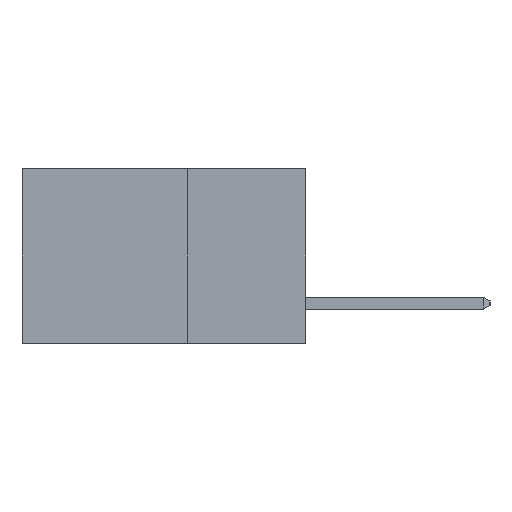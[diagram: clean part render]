
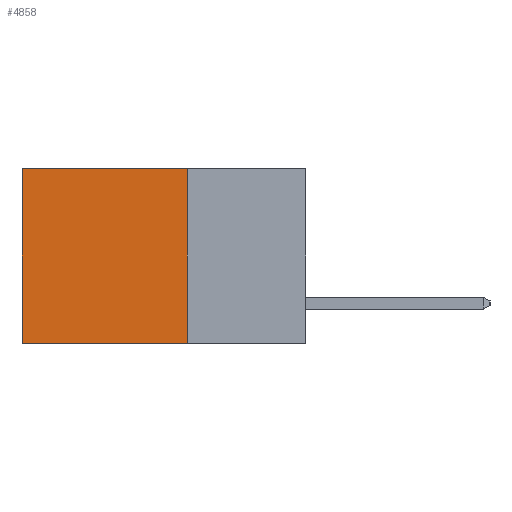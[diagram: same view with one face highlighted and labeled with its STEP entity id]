
A CAD part, left-side view. The second image highlights one B-rep face of the part: STEP entity #4858.
In plain terms, the highlighted planar face has unit normal (-1, 0, 0).
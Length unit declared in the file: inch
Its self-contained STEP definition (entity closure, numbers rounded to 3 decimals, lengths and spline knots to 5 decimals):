
#2442 = VECTOR ( 'NONE', #4655, 39.37008 ) ;
#2802 = VECTOR ( 'NONE', #13929, 39.37008 ) ;
#3017 = CARTESIAN_POINT ( 'NONE',  ( 0.298, 0.25, -0.37 ) ) ;
#3036 = DIRECTION ( 'NONE',  ( 0., 0., -1. ) ) ;
#3953 = EDGE_CURVE ( 'NONE', #11217, #12961, #16356, .T. ) ;
#3956 = CARTESIAN_POINT ( 'NONE',  ( 0.298, 0.6, 0. ) ) ;
#4026 = VERTEX_POINT ( 'NONE', #3017 ) ;
#4087 = CARTESIAN_POINT ( 'NONE',  ( 0.298, 0.25, 0. ) ) ;
#4655 = DIRECTION ( 'NONE',  ( 0., 0., -1. ) ) ;
#4858 = ADVANCED_FACE ( 'NONE', ( #11970 ), #8397, .F. ) ;
#4916 = CARTESIAN_POINT ( 'NONE',  ( 0.298, 0.6, -0.37 ) ) ;
#5525 = VERTEX_POINT ( 'NONE', #5624 ) ;
#5624 = CARTESIAN_POINT ( 'NONE',  ( 0.298, 0.25, 0. ) ) ;
#6263 = VECTOR ( 'NONE', #9222, 39.37008 ) ;
#6888 = DIRECTION ( 'NONE',  ( 1., 0., 0. ) ) ;
#7091 = ORIENTED_EDGE ( 'NONE', *, *, #8649, .F. ) ;
#7734 = DIRECTION ( 'NONE',  ( 0., 0., -1. ) ) ;
#7791 = EDGE_CURVE ( 'NONE', #5525, #4026, #15980, .T. ) ;
#8103 = ORIENTED_EDGE ( 'NONE', *, *, #13209, .T. ) ;
#8397 = PLANE ( 'NONE',  #16376 ) ;
#8649 = EDGE_CURVE ( 'NONE', #4026, #12961, #9986, .T. ) ;
#8661 = ORIENTED_EDGE ( 'NONE', *, *, #3953, .T. ) ;
#9222 = DIRECTION ( 'NONE',  ( 0., 1., 0. ) ) ;
#9640 = LINE ( 'NONE', #4087, #6263 ) ;
#9986 = LINE ( 'NONE', #10142, #2802 ) ;
#10142 = CARTESIAN_POINT ( 'NONE',  ( 0.298, 0.25, -0.37 ) ) ;
#10370 = ORIENTED_EDGE ( 'NONE', *, *, #7791, .F. ) ;
#10791 = CARTESIAN_POINT ( 'NONE',  ( 0.298, 0.6, 0. ) ) ;
#11217 = VERTEX_POINT ( 'NONE', #3956 ) ;
#11390 = EDGE_LOOP ( 'NONE', ( #8661, #7091, #10370, #8103 ) ) ;
#11970 = FACE_OUTER_BOUND ( 'NONE', #11390, .T. ) ;
#12543 = VECTOR ( 'NONE', #3036, 39.37008 ) ;
#12961 = VERTEX_POINT ( 'NONE', #4916 ) ;
#13209 = EDGE_CURVE ( 'NONE', #5525, #11217, #9640, .T. ) ;
#13465 = CARTESIAN_POINT ( 'NONE',  ( 0.298, 0.25, 0. ) ) ;
#13929 = DIRECTION ( 'NONE',  ( 0., 1., 0. ) ) ;
#14814 = CARTESIAN_POINT ( 'NONE',  ( 0.298, 0.25, 0. ) ) ;
#15980 = LINE ( 'NONE', #13465, #2442 ) ;
#16356 = LINE ( 'NONE', #10791, #12543 ) ;
#16376 = AXIS2_PLACEMENT_3D ( 'NONE', #14814, #6888, #7734 ) ;
